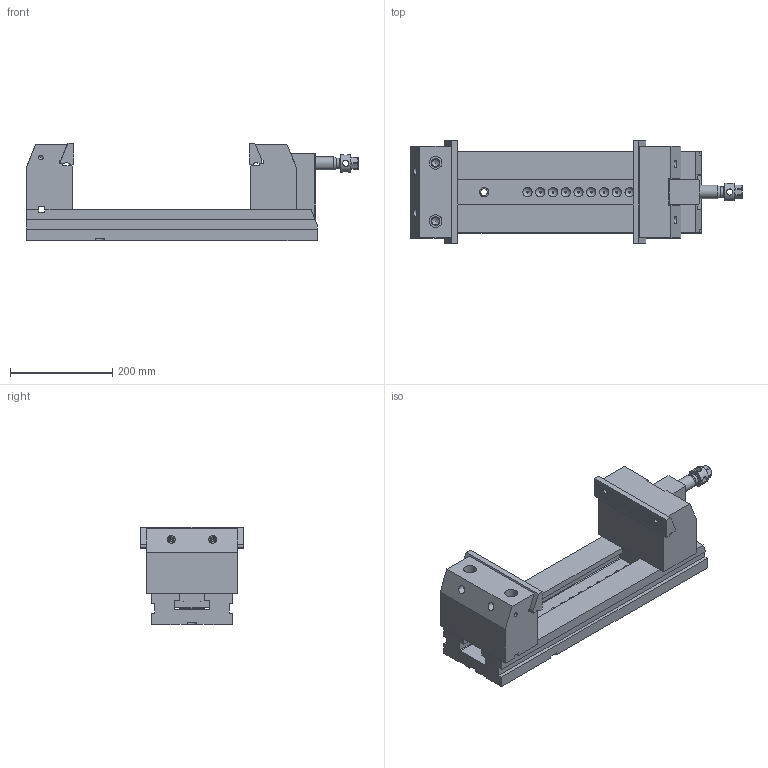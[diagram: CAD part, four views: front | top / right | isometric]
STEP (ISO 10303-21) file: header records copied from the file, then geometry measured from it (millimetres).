
FILE_DESCRIPTION(/* description */ (''),/* implementation_level */ '2;1');
FILE_NAME(/* name */ '300_200S_Mordaza.stp',/* time_stamp */ '2021-03-04T17:35:51+01:00',/* author */ (''),/* organization */ (''),/* preprocessor_version */ 'ST-DEVELOPER v16',/* originating_system */ 'SIEMENS PLM Software NX 11.0',/* authorisation */ '');
FILE_SCHEMA (('AUTOMOTIVE_DESIGN { 1 0 10303 214 3 1 1 1 }'));
Length unit declared in the file: millimetre
Products named in the file (1): 300_200S_Mordaza
Bounding box: 650 x 200 x 191 mm (x, y, z)
Volume: 8427104.8 mm3; surface area: 743183.8 mm2
Topology: 10 solids, 10 shells, 481 faces, 1334 edges, 886 vertices
Faces by surface type: plane 268, cylinder 138, cone 50, sphere 15, torus 9, bspline 1
Full cylindrical faces by diameter (mm): 4.2 x1, 5.188 x5, 6.985 x4, 8.5 x4, 8.782 x6, 10 x4, 10.579 x3, 12 x4, 12.376 x2, 13 x5, 14.376 x2, 15 x6, 16 x2, 16.5 x1, 17 x2, 18 x2, 19 x3, 20 x3, 21.25 x1, 23 x2, 25 x2, 26 x1, 30 x2, 33.8 x1, 34 x3
Entity records: 15453 total; most frequent: CARTESIAN_POINT 3193, DIRECTION 2299, ORIENTED_EDGE 2180, EDGE_CURVE 1090, VERTEX_POINT 814, AXIS2_PLACEMENT_3D 797, LINE 705, VECTOR 705
